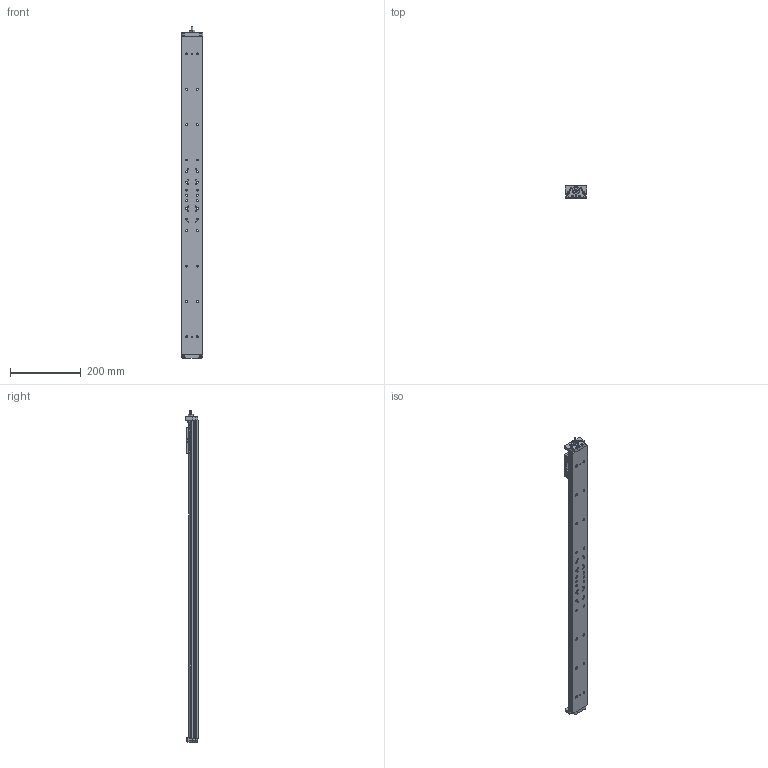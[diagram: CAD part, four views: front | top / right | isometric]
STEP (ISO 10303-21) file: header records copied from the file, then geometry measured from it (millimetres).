
FILE_DESCRIPTION (( 'STEP AP203' ), '1' );
FILE_NAME ('LAHP-33TM810LP25.STEP', '2023-05-18T10:46:36', ( '' ), ( '' ), 'SwSTEP 2.0', 'SolidWorks 2021', '' );
FILE_SCHEMA (( 'CONFIG_CONTROL_DESIGN' ));
Length unit declared in the file: metre
Products named in the file (3): LAHP-33TM810LP25_BASE; LAHP-33TM810LP25; LAHP-33TM810LP25_CARRIAGE
Assembly tree (2 placements, depth 2):
  LAHP-33TM810LP25
    LAHP-33TM810LP25_BASE
    LAHP-33TM810LP25_CARRIAGE
Bounding box: 60 x 34.59 x 939.06 mm (x, y, z)
Volume: 800187 mm3; surface area: 277751.9 mm2
Topology: 2 solids, 2 shells, 3866 faces, 9462 edges, 5749 vertices
Faces by surface type: plane 2309, cylinder 942, cone 603, bspline 12
Entity records: 111712 total; most frequent: DIRECTION 20183, CARTESIAN_POINT 19348, ORIENTED_EDGE 18304, EDGE_CURVE 9152, AXIS2_PLACEMENT_3D 7218, VERTEX_POINT 5749, VECTOR 5747, LINE 5747
